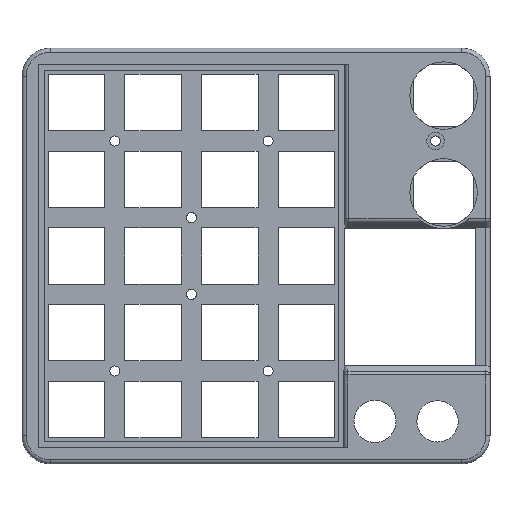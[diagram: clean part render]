
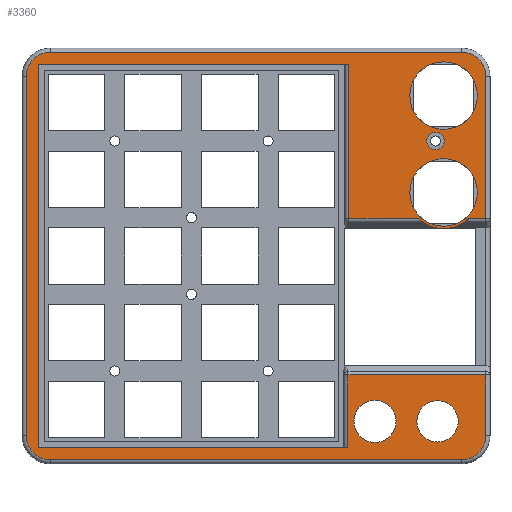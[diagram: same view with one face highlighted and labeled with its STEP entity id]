
A CAD part, top view. The second image highlights one B-rep face of the part: STEP entity #3360.
In plain terms, the highlighted planar face has unit normal (0, 0, 1).
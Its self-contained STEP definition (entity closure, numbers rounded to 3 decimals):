
#36=FACE_BOUND('',#428,.T.);
#37=FACE_BOUND('',#429,.T.);
#38=FACE_BOUND('',#430,.T.);
#39=FACE_BOUND('',#431,.T.);
#40=FACE_BOUND('',#432,.T.);
#102=PLANE('',#3560);
#246=FACE_OUTER_BOUND('',#427,.T.);
#427=EDGE_LOOP('',(#2354,#2355,#2356,#2357,#2358,#2359,#2360,#2361,#2362,
#2363,#2364,#2365,#2366,#2367,#2368,#2369,#2370,#2371));
#428=EDGE_LOOP('',(#2372));
#429=EDGE_LOOP('',(#2373));
#430=EDGE_LOOP('',(#2374));
#431=EDGE_LOOP('',(#2375));
#432=EDGE_LOOP('',(#2376));
#671=LINE('',#4781,#1066);
#674=LINE('',#4799,#1069);
#675=LINE('',#4804,#1070);
#676=LINE('',#4808,#1071);
#677=LINE('',#4810,#1072);
#678=LINE('',#4814,#1073);
#679=LINE('',#4818,#1074);
#680=LINE('',#4822,#1075);
#681=LINE('',#4826,#1076);
#682=LINE('',#4828,#1077);
#683=LINE('',#4830,#1078);
#684=LINE('',#4832,#1079);
#685=LINE('',#4833,#1080);
#1066=VECTOR('',#3835,10.);
#1069=VECTOR('',#3844,10.);
#1070=VECTOR('',#3851,10.);
#1071=VECTOR('',#3854,10.);
#1072=VECTOR('',#3855,10.);
#1073=VECTOR('',#3858,10.);
#1074=VECTOR('',#3861,10.);
#1075=VECTOR('',#3864,10.);
#1076=VECTOR('',#3867,10.);
#1077=VECTOR('',#3868,10.);
#1078=VECTOR('',#3869,10.);
#1079=VECTOR('',#3870,10.);
#1080=VECTOR('',#3871,10.);
#1465=CIRCLE('',#3561,9.);
#1466=CIRCLE('',#3562,6.);
#1467=CIRCLE('',#3563,6.);
#1468=CIRCLE('',#3564,6.);
#1469=CIRCLE('',#3565,6.);
#1470=CIRCLE('',#3566,5.225);
#1471=CIRCLE('',#3567,5.125);
#1472=CIRCLE('',#3568,8.375);
#1473=CIRCLE('',#3569,2.15);
#1474=CIRCLE('',#3570,8.375);
#1543=VERTEX_POINT('',#4778);
#1544=VERTEX_POINT('',#4780);
#1548=VERTEX_POINT('',#4790);
#1549=VERTEX_POINT('',#4803);
#1550=VERTEX_POINT('',#4805);
#1551=VERTEX_POINT('',#4807);
#1552=VERTEX_POINT('',#4809);
#1553=VERTEX_POINT('',#4811);
#1554=VERTEX_POINT('',#4813);
#1555=VERTEX_POINT('',#4815);
#1556=VERTEX_POINT('',#4817);
#1557=VERTEX_POINT('',#4819);
#1558=VERTEX_POINT('',#4821);
#1559=VERTEX_POINT('',#4823);
#1560=VERTEX_POINT('',#4825);
#1561=VERTEX_POINT('',#4827);
#1562=VERTEX_POINT('',#4829);
#1563=VERTEX_POINT('',#4831);
#1564=VERTEX_POINT('',#4834);
#1565=VERTEX_POINT('',#4836);
#1566=VERTEX_POINT('',#4838);
#1567=VERTEX_POINT('',#4840);
#1568=VERTEX_POINT('',#4842);
#1855=EDGE_CURVE('',#1543,#1544,#671,.T.);
#1861=EDGE_CURVE('',#1548,#1543,#674,.T.);
#1863=EDGE_CURVE('',#1549,#1544,#675,.T.);
#1864=EDGE_CURVE('',#1548,#1550,#1465,.T.);
#1865=EDGE_CURVE('',#1551,#1550,#676,.T.);
#1866=EDGE_CURVE('',#1552,#1551,#677,.T.);
#1867=EDGE_CURVE('',#1553,#1552,#1466,.T.);
#1868=EDGE_CURVE('',#1554,#1553,#678,.T.);
#1869=EDGE_CURVE('',#1555,#1554,#1467,.T.);
#1870=EDGE_CURVE('',#1556,#1555,#679,.T.);
#1871=EDGE_CURVE('',#1557,#1556,#1468,.T.);
#1872=EDGE_CURVE('',#1558,#1557,#680,.T.);
#1873=EDGE_CURVE('',#1559,#1558,#1469,.T.);
#1874=EDGE_CURVE('',#1560,#1559,#681,.T.);
#1875=EDGE_CURVE('',#1561,#1560,#682,.T.);
#1876=EDGE_CURVE('',#1562,#1561,#683,.T.);
#1877=EDGE_CURVE('',#1562,#1563,#684,.T.);
#1878=EDGE_CURVE('',#1563,#1549,#685,.T.);
#1879=EDGE_CURVE('',#1564,#1564,#1470,.T.);
#1880=EDGE_CURVE('',#1565,#1565,#1471,.T.);
#1881=EDGE_CURVE('',#1566,#1566,#1472,.T.);
#1882=EDGE_CURVE('',#1567,#1567,#1473,.T.);
#1883=EDGE_CURVE('',#1568,#1568,#1474,.T.);
#2354=ORIENTED_EDGE('',*,*,#1863,.T.);
#2355=ORIENTED_EDGE('',*,*,#1855,.F.);
#2356=ORIENTED_EDGE('',*,*,#1861,.F.);
#2357=ORIENTED_EDGE('',*,*,#1864,.T.);
#2358=ORIENTED_EDGE('',*,*,#1865,.F.);
#2359=ORIENTED_EDGE('',*,*,#1866,.F.);
#2360=ORIENTED_EDGE('',*,*,#1867,.F.);
#2361=ORIENTED_EDGE('',*,*,#1868,.F.);
#2362=ORIENTED_EDGE('',*,*,#1869,.F.);
#2363=ORIENTED_EDGE('',*,*,#1870,.F.);
#2364=ORIENTED_EDGE('',*,*,#1871,.F.);
#2365=ORIENTED_EDGE('',*,*,#1872,.F.);
#2366=ORIENTED_EDGE('',*,*,#1873,.F.);
#2367=ORIENTED_EDGE('',*,*,#1874,.F.);
#2368=ORIENTED_EDGE('',*,*,#1875,.F.);
#2369=ORIENTED_EDGE('',*,*,#1876,.F.);
#2370=ORIENTED_EDGE('',*,*,#1877,.T.);
#2371=ORIENTED_EDGE('',*,*,#1878,.T.);
#2372=ORIENTED_EDGE('',*,*,#1879,.T.);
#2373=ORIENTED_EDGE('',*,*,#1880,.T.);
#2374=ORIENTED_EDGE('',*,*,#1881,.T.);
#2375=ORIENTED_EDGE('',*,*,#1882,.T.);
#2376=ORIENTED_EDGE('',*,*,#1883,.T.);
#3360=ADVANCED_FACE('',(#246,#36,#37,#38,#39,#40),#102,.T.);
#3560=AXIS2_PLACEMENT_3D('',#4802,#3849,#3850);
#3561=AXIS2_PLACEMENT_3D('',#4806,#3852,#3853);
#3562=AXIS2_PLACEMENT_3D('',#4812,#3856,#3857);
#3563=AXIS2_PLACEMENT_3D('',#4816,#3859,#3860);
#3564=AXIS2_PLACEMENT_3D('',#4820,#3862,#3863);
#3565=AXIS2_PLACEMENT_3D('',#4824,#3865,#3866);
#3566=AXIS2_PLACEMENT_3D('',#4835,#3872,#3873);
#3567=AXIS2_PLACEMENT_3D('',#4837,#3874,#3875);
#3568=AXIS2_PLACEMENT_3D('',#4839,#3876,#3877);
#3569=AXIS2_PLACEMENT_3D('',#4841,#3878,#3879);
#3570=AXIS2_PLACEMENT_3D('',#4843,#3880,#3881);
#3835=DIRECTION('',(0.,1.,0.));
#3844=DIRECTION('',(-1.,0.,0.));
#3849=DIRECTION('center_axis',(0.,0.,1.));
#3850=DIRECTION('ref_axis',(1.,0.,0.));
#3851=DIRECTION('',(1.,0.,0.));
#3852=DIRECTION('center_axis',(0.,0.,1.));
#3853=DIRECTION('ref_axis',(-1.,0.,0.));
#3854=DIRECTION('',(-1.,0.,0.));
#3855=DIRECTION('',(0.,-1.,0.));
#3856=DIRECTION('center_axis',(0.,0.,-1.));
#3857=DIRECTION('ref_axis',(0.707,0.707,0.));
#3858=DIRECTION('',(1.,0.,0.));
#3859=DIRECTION('center_axis',(0.,0.,-1.));
#3860=DIRECTION('ref_axis',(-0.707,0.707,0.));
#3861=DIRECTION('',(0.,1.,0.));
#3862=DIRECTION('center_axis',(0.,0.,-1.));
#3863=DIRECTION('ref_axis',(-0.707,-0.707,0.));
#3864=DIRECTION('',(-1.,0.,0.));
#3865=DIRECTION('center_axis',(0.,0.,-1.));
#3866=DIRECTION('ref_axis',(0.707,-0.707,0.));
#3867=DIRECTION('',(0.,-1.,0.));
#3868=DIRECTION('',(1.,0.,0.));
#3869=DIRECTION('',(0.,1.,0.));
#3870=DIRECTION('',(-1.,0.,0.));
#3871=DIRECTION('',(0.,1.,0.));
#3872=DIRECTION('center_axis',(0.,0.,-1.));
#3873=DIRECTION('ref_axis',(-1.,0.,0.));
#3874=DIRECTION('center_axis',(0.,0.,-1.));
#3875=DIRECTION('ref_axis',(-1.,0.,0.));
#3876=DIRECTION('center_axis',(0.,0.,-1.));
#3877=DIRECTION('ref_axis',(-1.,0.,0.));
#3878=DIRECTION('center_axis',(0.,0.,-1.));
#3879=DIRECTION('ref_axis',(-1.,0.,0.));
#3880=DIRECTION('center_axis',(0.,0.,-1.));
#3881=DIRECTION('ref_axis',(-1.,0.,0.));
#4778=CARTESIAN_POINT('',(77.5,57.232,10.004));
#4780=CARTESIAN_POINT('',(77.5,95.5,10.004));
#4781=CARTESIAN_POINT('',(77.5,71.65,10.004));
#4790=CARTESIAN_POINT('',(94.793,57.232,10.004));
#4799=CARTESIAN_POINT('',(59.85,57.232,10.004));
#4802=CARTESIAN_POINT('Origin',(54.5,48.,10.004));
#4803=CARTESIAN_POINT('',(0.5,95.5,10.004));
#4804=CARTESIAN_POINT('',(27.6,95.5,10.004));
#4805=CARTESIAN_POINT('',(107.207,57.232,10.004));
#4806=CARTESIAN_POINT('Origin',(101.,63.75,10.004));
#4807=CARTESIAN_POINT('',(111.5,57.232,10.004));
#4808=CARTESIAN_POINT('',(59.85,57.232,10.004));
#4809=CARTESIAN_POINT('',(111.5,92.5,10.004));
#4810=CARTESIAN_POINT('',(111.5,25.75,10.004));
#4811=CARTESIAN_POINT('',(105.5,98.5,10.004));
#4812=CARTESIAN_POINT('Origin',(105.5,92.5,10.004));
#4813=CARTESIAN_POINT('',(3.5,98.5,10.004));
#4814=CARTESIAN_POINT('',(80.,98.5,10.004));
#4815=CARTESIAN_POINT('',(-2.5,92.5,10.004));
#4816=CARTESIAN_POINT('Origin',(3.5,92.5,10.004));
#4817=CARTESIAN_POINT('',(-2.5,3.5,10.004));
#4818=CARTESIAN_POINT('',(-2.5,70.25,10.004));
#4819=CARTESIAN_POINT('',(3.5,-2.5,10.004));
#4820=CARTESIAN_POINT('Origin',(3.5,3.5,10.004));
#4821=CARTESIAN_POINT('',(105.5,-2.5,10.004));
#4822=CARTESIAN_POINT('',(29.,-2.5,10.004));
#4823=CARTESIAN_POINT('',(111.5,3.5,10.004));
#4824=CARTESIAN_POINT('Origin',(105.5,3.5,10.004));
#4825=CARTESIAN_POINT('',(111.5,18.518,10.004));
#4826=CARTESIAN_POINT('',(111.5,25.75,10.004));
#4827=CARTESIAN_POINT('',(77.3,18.518,10.004));
#4828=CARTESIAN_POINT('',(68.125,18.518,10.004));
#4829=CARTESIAN_POINT('',(77.3,0.5,10.004));
#4830=CARTESIAN_POINT('',(77.3,34.375,10.004));
#4831=CARTESIAN_POINT('',(0.5,0.5,10.004));
#4832=CARTESIAN_POINT('',(65.4,0.5,10.004));
#4833=CARTESIAN_POINT('',(0.5,24.35,10.004));
#4834=CARTESIAN_POINT('',(89.225,7.,10.004));
#4835=CARTESIAN_POINT('Origin',(84.,7.,10.004));
#4836=CARTESIAN_POINT('',(104.625,7.,10.004));
#4837=CARTESIAN_POINT('Origin',(99.5,7.,10.004));
#4838=CARTESIAN_POINT('',(109.375,87.75,10.004));
#4839=CARTESIAN_POINT('Origin',(101.,87.75,10.004));
#4840=CARTESIAN_POINT('',(101.15,76.5,10.004));
#4841=CARTESIAN_POINT('Origin',(99.,76.5,10.004));
#4842=CARTESIAN_POINT('',(109.375,63.75,10.004));
#4843=CARTESIAN_POINT('Origin',(101.,63.75,10.004));
